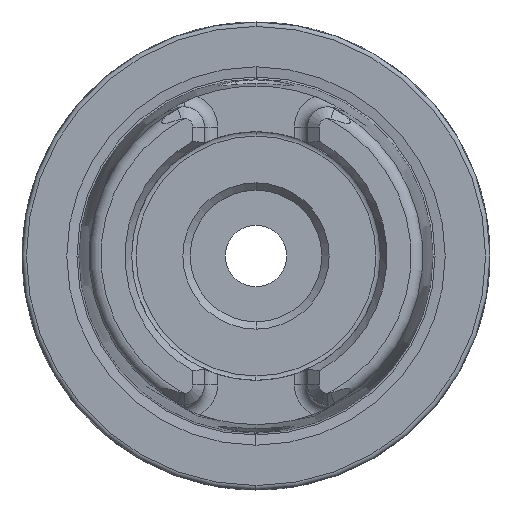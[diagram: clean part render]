
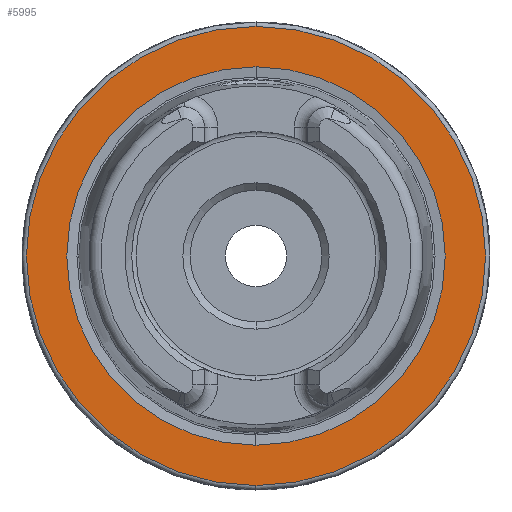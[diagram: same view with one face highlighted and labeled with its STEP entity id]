
A CAD part, left-side view. The second image highlights one B-rep face of the part: STEP entity #5995.
In plain terms, the highlighted planar face has unit normal (-1, 0, 0).
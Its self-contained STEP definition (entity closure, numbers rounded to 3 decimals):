
#242 = CIRCLE ( 'NONE', #1495, 15.7 ) ;
#262 = CARTESIAN_POINT ( 'NONE',  ( 0., 0., 15.7 ) ) ;
#1282 = CIRCLE ( 'NONE', #3927, 12.939 ) ;
#1299 = CARTESIAN_POINT ( 'NONE',  ( 0., 0., 12.939 ) ) ;
#1495 = AXIS2_PLACEMENT_3D ( 'NONE', #6700, #6677, #6627 ) ;
#1748 = CARTESIAN_POINT ( 'NONE',  ( 0., 0., -12.939 ) ) ;
#1858 = CIRCLE ( 'NONE', #5041, 15.7 ) ;
#2068 = DIRECTION ( 'NONE',  ( 0., 0., 1. ) ) ;
#2081 = DIRECTION ( 'NONE',  ( -1., 0., 0. ) ) ;
#2090 = CARTESIAN_POINT ( 'NONE',  ( 0., 0., 0. ) ) ;
#2144 = EDGE_CURVE ( 'NONE', #5165, #4904, #1858, .T. ) ;
#2630 = EDGE_LOOP ( 'NONE', ( #3688, #3714 ) ) ;
#2741 = VERTEX_POINT ( 'NONE', #1299 ) ;
#2878 = CARTESIAN_POINT ( 'NONE',  ( 0., 0., -15.7 ) ) ;
#2880 = EDGE_CURVE ( 'NONE', #3794, #2741, #1282, .T. ) ;
#3248 = AXIS2_PLACEMENT_3D ( 'NONE', #2090, #2081, #2068 ) ;
#3688 = ORIENTED_EDGE ( 'NONE', *, *, #2144, .T. ) ;
#3714 = ORIENTED_EDGE ( 'NONE', *, *, #4457, .T. ) ;
#3794 = VERTEX_POINT ( 'NONE', #1748 ) ;
#3868 = DIRECTION ( 'NONE',  ( 0., 0., -1. ) ) ;
#3871 = PLANE ( 'NONE',  #5523 ) ;
#3899 = DIRECTION ( 'NONE',  ( 1., 0., 0. ) ) ;
#3921 = CARTESIAN_POINT ( 'NONE',  ( 0., 15.7, 0. ) ) ;
#3927 = AXIS2_PLACEMENT_3D ( 'NONE', #3946, #3979, #4004 ) ;
#3946 = CARTESIAN_POINT ( 'NONE',  ( 0., 0., 0. ) ) ;
#3979 = DIRECTION ( 'NONE',  ( -1., 0., 0. ) ) ;
#4004 = DIRECTION ( 'NONE',  ( 0., 0., 1. ) ) ;
#4457 = EDGE_CURVE ( 'NONE', #4904, #5165, #242, .T. ) ;
#4753 = CIRCLE ( 'NONE', #3248, 12.939 ) ;
#4759 = ORIENTED_EDGE ( 'NONE', *, *, #2880, .F. ) ;
#4904 = VERTEX_POINT ( 'NONE', #2878 ) ;
#5041 = AXIS2_PLACEMENT_3D ( 'NONE', #7248, #7024, #6885 ) ;
#5165 = VERTEX_POINT ( 'NONE', #262 ) ;
#5423 = ORIENTED_EDGE ( 'NONE', *, *, #7270, .F. ) ;
#5523 = AXIS2_PLACEMENT_3D ( 'NONE', #3921, #3899, #3868 ) ;
#5824 = FACE_OUTER_BOUND ( 'NONE', #2630, .T. ) ;
#5842 = FACE_BOUND ( 'NONE', #6635, .T. ) ;
#5995 = ADVANCED_FACE ( 'NONE', ( #5842, #5824 ), #3871, .F. ) ;
#6627 = DIRECTION ( 'NONE',  ( 0., 0., 1. ) ) ;
#6635 = EDGE_LOOP ( 'NONE', ( #5423, #4759 ) ) ;
#6677 = DIRECTION ( 'NONE',  ( -1., 0., 0. ) ) ;
#6700 = CARTESIAN_POINT ( 'NONE',  ( 0., 0., 0. ) ) ;
#6885 = DIRECTION ( 'NONE',  ( 0., 0., 1. ) ) ;
#7024 = DIRECTION ( 'NONE',  ( -1., 0., 0. ) ) ;
#7248 = CARTESIAN_POINT ( 'NONE',  ( 0., 0., 0. ) ) ;
#7270 = EDGE_CURVE ( 'NONE', #2741, #3794, #4753, .T. ) ;
